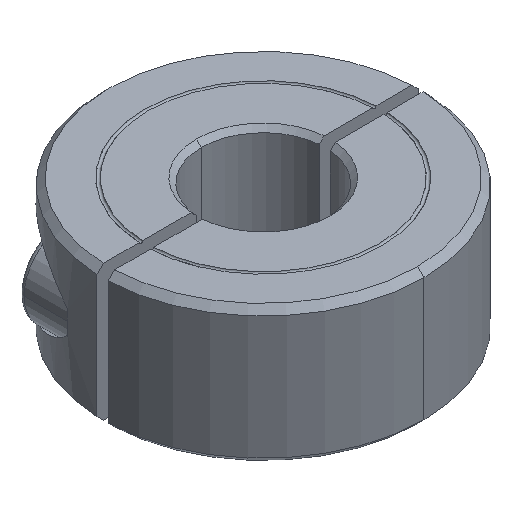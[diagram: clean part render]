
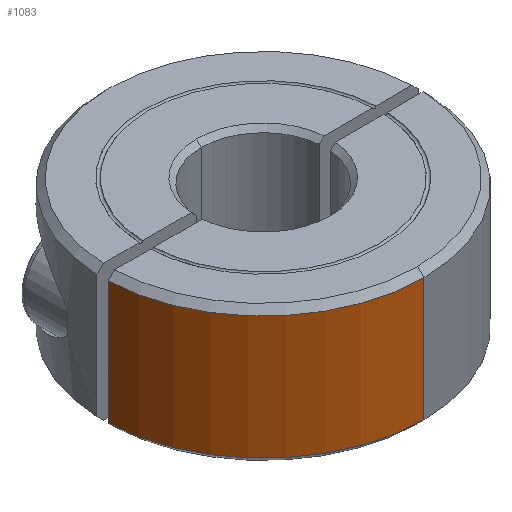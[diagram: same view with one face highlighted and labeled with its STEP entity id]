
A CAD part, isometric view. The second image highlights one B-rep face of the part: STEP entity #1083.
In plain terms, the highlighted cylindrical face has radius 13 mm (diameter 26 mm), a partial arc.
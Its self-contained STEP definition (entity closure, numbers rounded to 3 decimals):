
#723=VERTEX_POINT('',#1854);
#1083=ADVANCED_FACE('',(#2262),#2263,.T.);
#1183=VERTEX_POINT('',#2376);
#1279=VERTEX_POINT('',#2486);
#1325=EDGE_CURVE('',#1183,#1409,#2537,.T.);
#1409=VERTEX_POINT('',#2632);
#1443=EDGE_CURVE('',#1183,#1279,#2669,.T.);
#1517=EDGE_CURVE('',#723,#1279,#2753,.T.);
#1655=EDGE_CURVE('',#1409,#723,#2901,.T.);
#1854=CARTESIAN_POINT('',(0.,-13.0,0.52));
#2262=FACE_OUTER_BOUND('',#3969,.T.);
#2263=CYLINDRICAL_SURFACE('',#3970,13.0);
#2376=CARTESIAN_POINT('',(-12.992,-0.455,10.48));
#2486=CARTESIAN_POINT('',(0.,-13.0,10.48));
#2537=LINE('',#4376,#4377);
#2632=CARTESIAN_POINT('',(-12.992,-0.455,0.52));
#2669=CIRCLE('',#4578,13.0);
#2753=LINE('',#4818,#4819);
#2901=CIRCLE('',#5044,13.0);
#3969=EDGE_LOOP('',(#5813,#5814,#5815,#5816));
#3970=AXIS2_PLACEMENT_3D('',#5817,#5818,#5819);
#4376=CARTESIAN_POINT('',(-12.992,-0.455,5.5));
#4377=VECTOR('',#6150,1.0);
#4578=AXIS2_PLACEMENT_3D('',#6299,#6300,#6301);
#4818=CARTESIAN_POINT('',(0.,-13.0,5.5));
#4819=VECTOR('',#6411,1.0);
#5044=AXIS2_PLACEMENT_3D('',#6560,#6561,#6562);
#5813=ORIENTED_EDGE('',*,*,#1517,.T.);
#5814=ORIENTED_EDGE('',*,*,#1443,.F.);
#5815=ORIENTED_EDGE('',*,*,#1325,.T.);
#5816=ORIENTED_EDGE('',*,*,#1655,.T.);
#5817=CARTESIAN_POINT('',(0.0,0.0,5.5));
#5818=DIRECTION('',(0.,0.,-1.0));
#5819=DIRECTION('',(0.0,-1.0,0.));
#6150=DIRECTION('',(0.,0.,-1.0));
#6299=CARTESIAN_POINT('',(0.,0.,10.48));
#6300=DIRECTION('',(0.,0.,1.0));
#6301=DIRECTION('',(0.0,-1.0,0.));
#6411=DIRECTION('',(0.,0.,1.0));
#6560=CARTESIAN_POINT('',(0.,0.,0.52));
#6561=DIRECTION('',(0.,0.,1.0));
#6562=DIRECTION('',(0.0,-1.0,0.));
